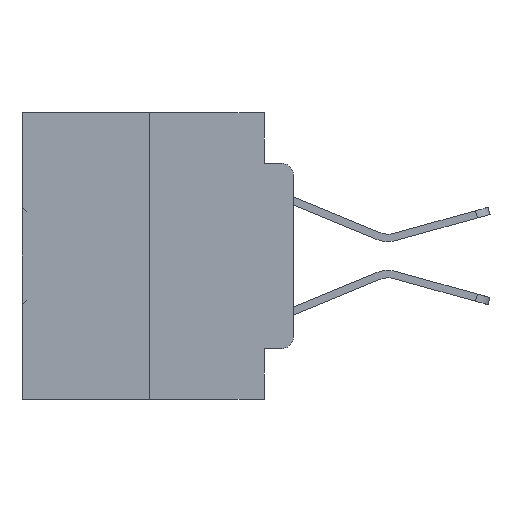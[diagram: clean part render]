
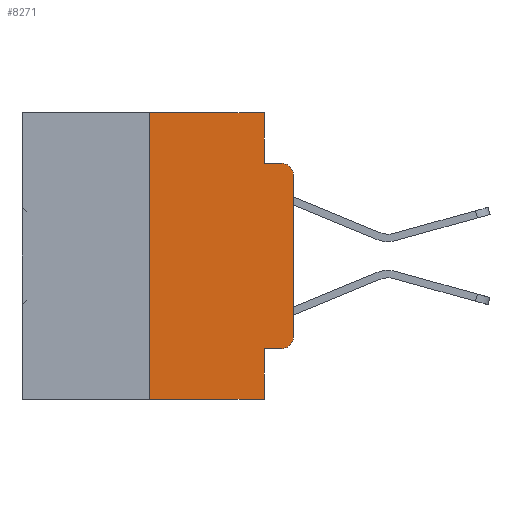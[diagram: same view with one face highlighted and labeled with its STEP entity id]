
A CAD part, left-side view. The second image highlights one B-rep face of the part: STEP entity #8271.
In plain terms, the highlighted planar face has unit normal (-1, 0, 0).
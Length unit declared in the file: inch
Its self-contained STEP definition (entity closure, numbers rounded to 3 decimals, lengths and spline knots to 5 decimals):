
#138 = VERTEX_POINT ( 'NONE', #25747 ) ;
#156 = VECTOR ( 'NONE', #27732, 39.37008 ) ;
#296 = LINE ( 'NONE', #27420, #8842 ) ;
#1047 = EDGE_CURVE ( 'NONE', #3621, #10015, #24097, .T. ) ;
#1596 = PLANE ( 'NONE',  #20416 ) ;
#1770 = VECTOR ( 'NONE', #32946, 39.37008 ) ;
#2844 = ORIENTED_EDGE ( 'NONE', *, *, #1047, .F. ) ;
#3249 = VERTEX_POINT ( 'NONE', #30417 ) ;
#3621 = VERTEX_POINT ( 'NONE', #21139 ) ;
#4001 = CARTESIAN_POINT ( 'NONE',  ( 0., 0.051, -0.4115 ) ) ;
#4430 = VERTEX_POINT ( 'NONE', #35442 ) ;
#4541 = ORIENTED_EDGE ( 'NONE', *, *, #10621, .F. ) ;
#4667 = ORIENTED_EDGE ( 'NONE', *, *, #18369, .F. ) ;
#5298 = DIRECTION ( 'NONE',  ( 0., 0., 1. ) ) ;
#5993 = LINE ( 'NONE', #20100, #33505 ) ;
#6155 = FACE_OUTER_BOUND ( 'NONE', #18327, .T. ) ;
#6318 = CARTESIAN_POINT ( 'NONE',  ( 0., 0.02, -0.4115 ) ) ;
#6540 = CARTESIAN_POINT ( 'NONE',  ( 0., 0., -0.1085 ) ) ;
#7845 = LINE ( 'NONE', #8430, #156 ) ;
#8057 = DIRECTION ( 'NONE',  ( -1., 0., 0. ) ) ;
#8186 = CIRCLE ( 'NONE', #19693, 0.02 ) ;
#8271 = ADVANCED_FACE ( 'NONE', ( #6155 ), #1596, .F. ) ;
#8430 = CARTESIAN_POINT ( 'NONE',  ( 0., 0.25, 0. ) ) ;
#8842 = VECTOR ( 'NONE', #5298, 39.37008 ) ;
#9042 = ORIENTED_EDGE ( 'NONE', *, *, #13167, .F. ) ;
#9314 = VERTEX_POINT ( 'NONE', #6318 ) ;
#9491 = ORIENTED_EDGE ( 'NONE', *, *, #19426, .T. ) ;
#9638 = ORIENTED_EDGE ( 'NONE', *, *, #21769, .T. ) ;
#10003 = LINE ( 'NONE', #34922, #23843 ) ;
#10015 = VERTEX_POINT ( 'NONE', #20142 ) ;
#10621 = EDGE_CURVE ( 'NONE', #10015, #138, #5993, .T. ) ;
#11137 = LINE ( 'NONE', #30728, #32133 ) ;
#11679 = ORIENTED_EDGE ( 'NONE', *, *, #24962, .T. ) ;
#11695 = CARTESIAN_POINT ( 'NONE',  ( 0., 0., -0.3915 ) ) ;
#11715 = VERTEX_POINT ( 'NONE', #4001 ) ;
#12772 = CARTESIAN_POINT ( 'NONE',  ( 0., 0.051, 0. ) ) ;
#12964 = VERTEX_POINT ( 'NONE', #30877 ) ;
#12991 = DIRECTION ( 'NONE',  ( 1., 0., 0. ) ) ;
#13110 = CARTESIAN_POINT ( 'NONE',  ( 0., 0.02, -0.1085 ) ) ;
#13167 = EDGE_CURVE ( 'NONE', #11715, #12964, #25366, .T. ) ;
#15040 = EDGE_CURVE ( 'NONE', #4430, #3249, #7845, .T. ) ;
#15896 = DIRECTION ( 'NONE',  ( 0., 0., -1. ) ) ;
#16199 = EDGE_CURVE ( 'NONE', #21398, #138, #8186, .T. ) ;
#16362 = AXIS2_PLACEMENT_3D ( 'NONE', #24630, #8057, #27355 ) ;
#16848 = CARTESIAN_POINT ( 'NONE',  ( 0., 0.051, -0.4115 ) ) ;
#18327 = EDGE_LOOP ( 'NONE', ( #9638, #27586, #4541, #2844, #4667, #24189, #25892, #9042, #11679, #9491 ) ) ;
#18369 = EDGE_CURVE ( 'NONE', #3249, #3621, #11137, .T. ) ;
#19426 = EDGE_CURVE ( 'NONE', #9314, #21293, #35037, .T. ) ;
#19693 = AXIS2_PLACEMENT_3D ( 'NONE', #13110, #32241, #15896 ) ;
#20100 = CARTESIAN_POINT ( 'NONE',  ( 0., 0.051, -0.0885 ) ) ;
#20142 = CARTESIAN_POINT ( 'NONE',  ( 0., 0.051, -0.0885 ) ) ;
#20416 = AXIS2_PLACEMENT_3D ( 'NONE', #29435, #12991, #32131 ) ;
#21139 = CARTESIAN_POINT ( 'NONE',  ( 0., 0.051, 0. ) ) ;
#21293 = VERTEX_POINT ( 'NONE', #11695 ) ;
#21398 = VERTEX_POINT ( 'NONE', #6540 ) ;
#21769 = EDGE_CURVE ( 'NONE', #21293, #21398, #296, .T. ) ;
#22303 = DIRECTION ( 'NONE',  ( 0., -1., 0. ) ) ;
#22568 = DIRECTION ( 'NONE',  ( 0., -1., 0. ) ) ;
#23753 = VECTOR ( 'NONE', #22303, 39.37008 ) ;
#23843 = VECTOR ( 'NONE', #35041, 39.37008 ) ;
#24097 = LINE ( 'NONE', #24579, #1770 ) ;
#24189 = ORIENTED_EDGE ( 'NONE', *, *, #15040, .F. ) ;
#24504 = VECTOR ( 'NONE', #29215, 39.37008 ) ;
#24579 = CARTESIAN_POINT ( 'NONE',  ( 0., 0.051, 0. ) ) ;
#24630 = CARTESIAN_POINT ( 'NONE',  ( 0., 0.02, -0.3915 ) ) ;
#24962 = EDGE_CURVE ( 'NONE', #11715, #9314, #30944, .T. ) ;
#25366 = LINE ( 'NONE', #12772, #24504 ) ;
#25747 = CARTESIAN_POINT ( 'NONE',  ( 0., 0.02, -0.0885 ) ) ;
#25892 = ORIENTED_EDGE ( 'NONE', *, *, #26824, .T. ) ;
#26824 = EDGE_CURVE ( 'NONE', #4430, #12964, #10003, .T. ) ;
#27355 = DIRECTION ( 'NONE',  ( 0., 0., -1. ) ) ;
#27420 = CARTESIAN_POINT ( 'NONE',  ( 0., 0., 0. ) ) ;
#27586 = ORIENTED_EDGE ( 'NONE', *, *, #16199, .T. ) ;
#27732 = DIRECTION ( 'NONE',  ( 0., 0., 1. ) ) ;
#29215 = DIRECTION ( 'NONE',  ( 0., 0., -1. ) ) ;
#29435 = CARTESIAN_POINT ( 'NONE',  ( 0., 0.473, 0. ) ) ;
#30417 = CARTESIAN_POINT ( 'NONE',  ( 0., 0.25, 0. ) ) ;
#30728 = CARTESIAN_POINT ( 'NONE',  ( 0., 0.473, 0. ) ) ;
#30877 = CARTESIAN_POINT ( 'NONE',  ( 0., 0.051, -0.5 ) ) ;
#30944 = LINE ( 'NONE', #16848, #23753 ) ;
#32131 = DIRECTION ( 'NONE',  ( 0., 0., -1. ) ) ;
#32133 = VECTOR ( 'NONE', #22568, 39.37008 ) ;
#32241 = DIRECTION ( 'NONE',  ( -1., 0., 0. ) ) ;
#32946 = DIRECTION ( 'NONE',  ( 0., 0., -1. ) ) ;
#33505 = VECTOR ( 'NONE', #33636, 39.37008 ) ;
#33636 = DIRECTION ( 'NONE',  ( 0., -1., 0. ) ) ;
#34922 = CARTESIAN_POINT ( 'NONE',  ( 0., 0.473, -0.5 ) ) ;
#35037 = CIRCLE ( 'NONE', #16362, 0.02 ) ;
#35041 = DIRECTION ( 'NONE',  ( 0., -1., 0. ) ) ;
#35442 = CARTESIAN_POINT ( 'NONE',  ( 0., 0.25, -0.5 ) ) ;
